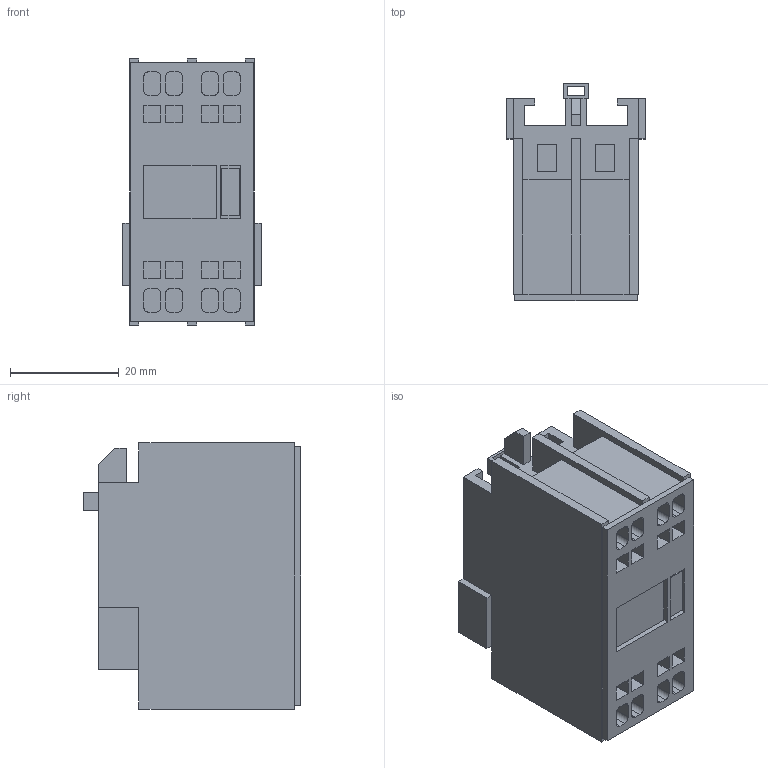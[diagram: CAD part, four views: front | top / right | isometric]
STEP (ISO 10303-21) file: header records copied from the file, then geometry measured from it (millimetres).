
FILE_DESCRIPTION(('starvars output'),'2;1');
FILE_NAME('LADN023_3D.stp','10:26:05 2020/03/31',( 'Thomas Industrial Network Germany GmbH'),( 'Thomas Industrial Network Germany GmbH'),'unknown preprocess','ACIS' ,'unknown authorization');
FILE_SCHEMA(('AUTOMOTIVE_DESIGN_CC2 {UNKNOWN IMPLEMENTATION LEVEL}'));
Length unit declared in the file: millimetre
Products named in the file (1): PRODUCT_ID_2
Bounding box: 25.5 x 40 x 49.02 mm (x, y, z)
Volume: 32145.2 mm3; surface area: 11353.6 mm2
Topology: 1 solids, 1 shells, 228 faces, 595 edges, 392 vertices
Faces by surface type: plane 196, cylinder 32
Entity records: 8550 total; most frequent: ORIENTED_EDGE 1190, CARTESIAN_POINT 1157, DIRECTION 1037, EDGE_CURVE 595, VECTOR 493, LINE 493, VERTEX_POINT 392, AXIS2_PLACEMENT_3D 272
